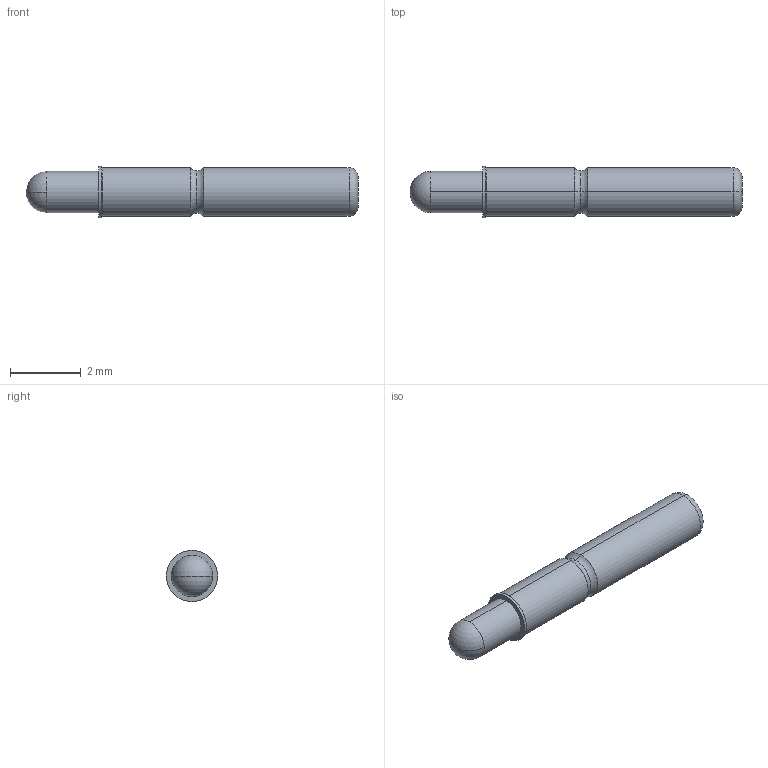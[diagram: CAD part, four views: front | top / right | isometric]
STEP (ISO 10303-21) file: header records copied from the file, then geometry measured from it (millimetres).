
FILE_DESCRIPTION (( 'STEP AP214' ), '1' );
FILE_NAME ('100-PL_0540_.STEP', '2016-04-29T18:45:43', ( 'spare' ), ( '' ), 'SwSTEP 2.0', 'SolidWorks 2016', '' );
FILE_SCHEMA (( 'AUTOMOTIVE_DESIGN' ));
Length unit declared in the file: inch
Products named in the file (1): 100-PL_0540_
Bounding box: 9.37 x 1.45 x 1.45 mm (x, y, z)
Volume: 12.7 mm3; surface area: 40.9 mm2
Topology: 1 solids, 1 shells, 21 faces, 44 edges, 25 vertices
Faces by surface type: torus 8, cylinder 8, plane 3, sphere 2
Entity records: 871 total; most frequent: DIRECTION 120, CARTESIAN_POINT 89, ORIENTED_EDGE 84, AXIS2_PLACEMENT_3D 56, EDGE_CURVE 42, CIRCLE 34, VERTEX_POINT 25, UNCERTAINTY_MEASURE_WITH_UNIT 24
